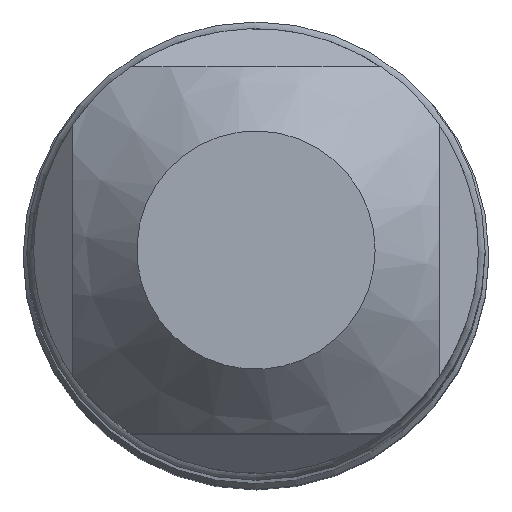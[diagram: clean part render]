
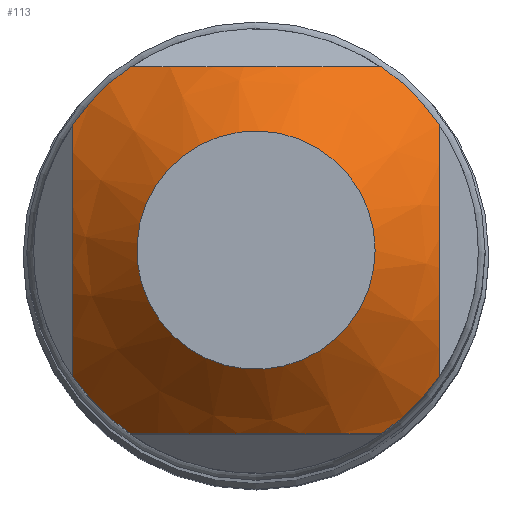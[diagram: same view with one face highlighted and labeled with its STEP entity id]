
A CAD part, top view. The second image highlights one B-rep face of the part: STEP entity #113.
In plain terms, the highlighted conical face has half-angle 45 degrees and reference radius 1000 mm.
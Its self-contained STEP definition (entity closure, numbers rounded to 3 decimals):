
#113=ADVANCED_FACE('',(#144,#145),#139,.T.);
#139=CONICAL_SURFACE('',#446,1000.,45.);
#144=FACE_BOUND('',#174,.T.);
#145=FACE_BOUND('',#175,.T.);
#174=EDGE_LOOP('',(#233,#234,#235,#236,#237,#238,#239,#240));
#175=EDGE_LOOP('',(#241));
#214=CIRCLE('',#441,4.85);
#215=CIRCLE('',#442,4.85);
#216=CIRCLE('',#443,4.85);
#217=CIRCLE('',#444,4.85);
#218=CIRCLE('',#445,2.6);
#233=ORIENTED_EDGE('',*,*,#349,.F.);
#234=ORIENTED_EDGE('',*,*,#350,.F.);
#235=ORIENTED_EDGE('',*,*,#351,.F.);
#236=ORIENTED_EDGE('',*,*,#352,.F.);
#237=ORIENTED_EDGE('',*,*,#353,.F.);
#238=ORIENTED_EDGE('',*,*,#354,.F.);
#239=ORIENTED_EDGE('',*,*,#355,.F.);
#240=ORIENTED_EDGE('',*,*,#356,.F.);
#241=ORIENTED_EDGE('',*,*,#357,.T.);
#315=VERTEX_POINT('',#617);
#316=VERTEX_POINT('',#618);
#317=VERTEX_POINT('',#620);
#318=VERTEX_POINT('',#627);
#319=VERTEX_POINT('',#629);
#320=VERTEX_POINT('',#636);
#321=VERTEX_POINT('',#638);
#322=VERTEX_POINT('',#645);
#323=VERTEX_POINT('',#648);
#349=EDGE_CURVE('',#315,#316,#400,.T.);
#350=EDGE_CURVE('',#317,#315,#214,.T.);
#351=EDGE_CURVE('',#318,#317,#401,.T.);
#352=EDGE_CURVE('',#319,#318,#215,.T.);
#353=EDGE_CURVE('',#320,#319,#402,.T.);
#354=EDGE_CURVE('',#321,#320,#216,.T.);
#355=EDGE_CURVE('',#322,#321,#403,.T.);
#356=EDGE_CURVE('',#316,#322,#217,.T.);
#357=EDGE_CURVE('',#323,#323,#218,.T.);
#400=B_SPLINE_CURVE_WITH_KNOTS('',3,(#611,#612,#613,#614,#615,#616),
 .UNSPECIFIED.,.F.,.F.,(4,2,4),(0.,0.5,1.),.UNSPECIFIED.);
#401=B_SPLINE_CURVE_WITH_KNOTS('',3,(#621,#622,#623,#624,#625,#626),
 .UNSPECIFIED.,.F.,.F.,(4,2,4),(0.,0.5,1.),.UNSPECIFIED.);
#402=B_SPLINE_CURVE_WITH_KNOTS('',3,(#630,#631,#632,#633,#634,#635),
 .UNSPECIFIED.,.F.,.F.,(4,2,4),(0.,0.5,1.),.UNSPECIFIED.);
#403=B_SPLINE_CURVE_WITH_KNOTS('',3,(#639,#640,#641,#642,#643,#644),
 .UNSPECIFIED.,.F.,.F.,(4,2,4),(0.,0.5,1.),.UNSPECIFIED.);
#441=AXIS2_PLACEMENT_3D('',#619,#494,#495);
#442=AXIS2_PLACEMENT_3D('',#628,#496,#497);
#443=AXIS2_PLACEMENT_3D('',#637,#498,#499);
#444=AXIS2_PLACEMENT_3D('',#646,#500,#501);
#445=AXIS2_PLACEMENT_3D('',#647,#502,#503);
#446=AXIS2_PLACEMENT_3D('',#649,#504,#505);
#494=DIRECTION('',(0.,0.,-1.));
#495=DIRECTION('',(0.,1.,0.));
#496=DIRECTION('',(0.,0.,-1.));
#497=DIRECTION('',(0.,1.,0.));
#498=DIRECTION('',(0.,0.,-1.));
#499=DIRECTION('',(0.,1.,0.));
#500=DIRECTION('',(0.,0.,-1.));
#501=DIRECTION('',(0.,1.,0.));
#502=DIRECTION('',(0.,0.,-1.));
#503=DIRECTION('',(1.,0.,0.));
#504=DIRECTION('',(0.,0.,-1.));
#505=DIRECTION('',(0.,-1.,0.));
#611=CARTESIAN_POINT('',(-2.743,4.,-2.25));
#612=CARTESIAN_POINT('',(-1.898,4.,-1.772));
#613=CARTESIAN_POINT('',(-0.976,4.,-1.4));
#614=CARTESIAN_POINT('',(0.977,4.,-1.4));
#615=CARTESIAN_POINT('',(1.897,4.,-1.772));
#616=CARTESIAN_POINT('',(2.743,4.,-2.25));
#617=CARTESIAN_POINT('',(-2.743,4.,-2.25));
#618=CARTESIAN_POINT('',(2.743,4.,-2.25));
#619=CARTESIAN_POINT('',(0.,0.,-2.25));
#620=CARTESIAN_POINT('',(-4.,2.743,-2.25));
#621=CARTESIAN_POINT('',(-4.,-2.743,-2.25));
#622=CARTESIAN_POINT('',(-4.,-1.897,-1.772));
#623=CARTESIAN_POINT('',(-4.,-0.967,-1.401));
#624=CARTESIAN_POINT('',(-4.,0.962,-1.399));
#625=CARTESIAN_POINT('',(-4.,1.896,-1.771));
#626=CARTESIAN_POINT('',(-4.,2.743,-2.25));
#627=CARTESIAN_POINT('',(-4.,-2.743,-2.25));
#628=CARTESIAN_POINT('',(0.,0.,-2.25));
#629=CARTESIAN_POINT('',(-2.743,-4.,-2.25));
#630=CARTESIAN_POINT('',(2.743,-4.,-2.25));
#631=CARTESIAN_POINT('',(1.898,-4.,-1.772));
#632=CARTESIAN_POINT('',(0.976,-4.,-1.4));
#633=CARTESIAN_POINT('',(-0.977,-4.,-1.4));
#634=CARTESIAN_POINT('',(-1.897,-4.,-1.772));
#635=CARTESIAN_POINT('',(-2.743,-4.,-2.25));
#636=CARTESIAN_POINT('',(2.743,-4.,-2.25));
#637=CARTESIAN_POINT('',(0.,0.,-2.25));
#638=CARTESIAN_POINT('',(4.,-2.743,-2.25));
#639=CARTESIAN_POINT('',(4.,2.743,-2.25));
#640=CARTESIAN_POINT('',(4.,1.897,-1.772));
#641=CARTESIAN_POINT('',(4.,0.967,-1.401));
#642=CARTESIAN_POINT('',(4.,-0.962,-1.399));
#643=CARTESIAN_POINT('',(4.,-1.896,-1.771));
#644=CARTESIAN_POINT('',(4.,-2.743,-2.25));
#645=CARTESIAN_POINT('',(4.,2.743,-2.25));
#646=CARTESIAN_POINT('',(0.,0.,-2.25));
#647=CARTESIAN_POINT('',(0.,0.,0.));
#648=CARTESIAN_POINT('',(2.6,0.,0.));
#649=CARTESIAN_POINT('',(0.,0.,-997.4));
